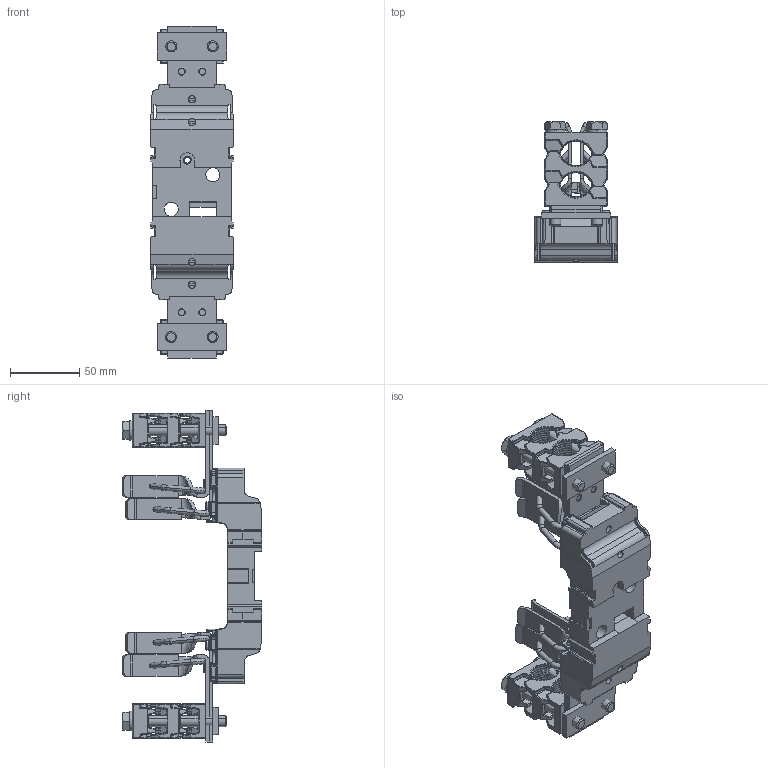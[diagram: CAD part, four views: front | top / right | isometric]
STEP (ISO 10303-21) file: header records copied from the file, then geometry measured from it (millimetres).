
FILE_DESCRIPTION((''),'2;1');
FILE_NAME('004121600_PT3_M12-M12_1P_ASM','2023-10-25T13:16:01',('klemen.sitar'),('Audax d.o.o.'),'CREO PARAMETRIC BY PTC INC, 2021304','CREO PARAMETRIC BY PTC INC, 2021304','');
FILE_SCHEMA(('AP242_MANAGED_MODEL_BASED_3D_ENGINEERING_MIM_LF { 1 0 10303 442 1 1 4 }'));
Products named in the file (22): ASM0024_ASM_1_1_ASM_1_1_1; 0000047317_1_1_2_3_1_1_1; 0000038459_1_1_1_1; 0000038462_1_1_1_1; 0000038678_1_1_1_1; BASE_ASM; ETI_LOGO_13_2X7_71MM; 70199_KLEMMENTEIL_GR3_1_1-43335; 70219_DRUCKST_X2_00FC_X0_CK_G_2; 57401_KLEMMENUNTERTEIL_1_-67890; 65732_SECHSKANTSCHRAUBE_M8X70_2; 66812_FEDERRING_DIN_127_A8_1__9; WLOGO_1_1_1_1_1_1; 2P3_TOP_ASM_1_ASM; 70199_KLEMMENTEIL_GR3_1_-121996; 70219_DRUCKST_X2_00FC_X0_CK_G_1; 57401_KLEMMENUNTERTEIL_1-146631; 65732_SECHSKANTSCHRAUBE_M8X70_1; 66812_FEDERRING_DIN_127_A8_1__8; WLOGO_1_1_1_1_1; 2P3_BOT_ASM_1_ASM; 004121600_PT3_M12-M12_1P_ASM
Assembly tree (33 placements, depth 3):
  004121600_PT3_M12-M12_1P_ASM
    BASE_ASM
      ASM0024_ASM_1_1_ASM_1_1_1
      0000047317_1_1_2_3_1_1_1  x4
      0000038459_1_1_1_1  x2
      0000038462_1_1_1_1  x2
      0000038678_1_1_1_1  x4
    ETI_LOGO_13_2X7_71MM
    2P3_TOP_ASM_1_ASM
      70199_KLEMMENTEIL_GR3_1_1-43335
      70219_DRUCKST_X2_00FC_X0_CK_G_2
      57401_KLEMMENUNTERTEIL_1_-67890
      65732_SECHSKANTSCHRAUBE_M8X70_2  x2
      66812_FEDERRING_DIN_127_A8_1__9  x2
      WLOGO_1_1_1_1_1_1
    2P3_BOT_ASM_1_ASM
      70199_KLEMMENTEIL_GR3_1_-121996
      70219_DRUCKST_X2_00FC_X0_CK_G_1
      57401_KLEMMENUNTERTEIL_1-146631
      65732_SECHSKANTSCHRAUBE_M8X70_1  x2
      66812_FEDERRING_DIN_127_A8_1__8  x2
      WLOGO_1_1_1_1_1
Bounding box: 59.8 x 101.2 x 240 mm (x, y, z)
Volume: 129346.4 mm3; surface area: 132464.7 mm2
Topology: 31 solids, 40 shells, 3926 faces, 9964 edges, 5847 vertices
Faces by surface type: cylinder 1481, plane 1222, bspline 608, cone 324, torus 212, sphere 52, extrusion 27
Entity records: 193456 total; most frequent: CARTESIAN_POINT 84848, ORIENTED_EDGE 17460, DIRECTION 15135, EDGE_CURVE 8739, PRESENTATION_STYLE_ASSIGNMENT 5778, STYLED_ITEM 5778, AXIS2_PLACEMENT_3D 5505, VERTEX_POINT 5251
